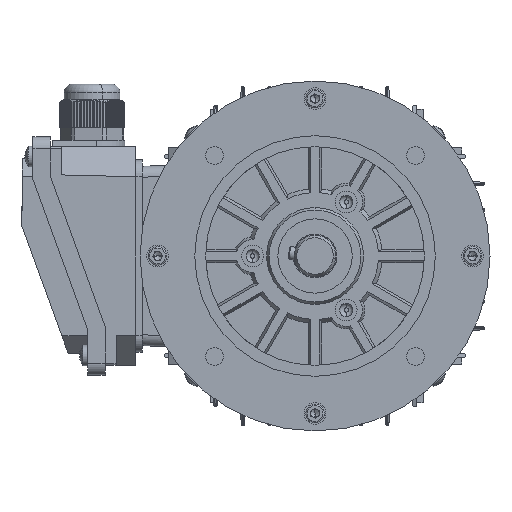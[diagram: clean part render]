
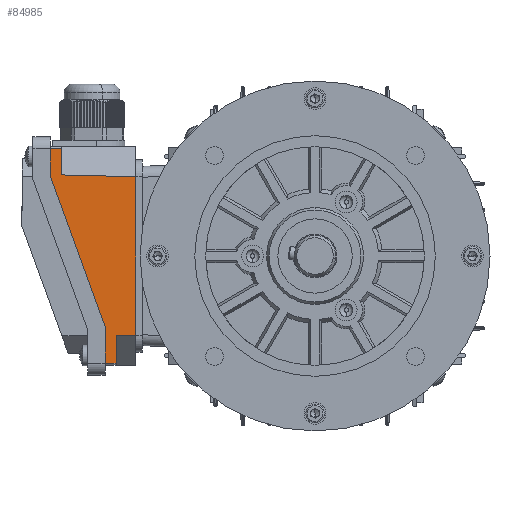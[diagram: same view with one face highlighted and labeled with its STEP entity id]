
A CAD part, left-side view. The second image highlights one B-rep face of the part: STEP entity #84985.
In plain terms, the highlighted face is planar.
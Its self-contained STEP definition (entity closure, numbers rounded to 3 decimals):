
#45055 = CARTESIAN_POINT ( 'NONE',  ( -36.243, -21., 50. ) ) ;
#45056 = DIRECTION ( 'NONE',  ( 1., 0., 0. ) ) ;
#45057 = VECTOR ( 'NONE', #45056, 1000. ) ;
#45058 = CARTESIAN_POINT ( 'NONE',  ( -50., -21., 50. ) ) ;
#45059 = LINE ( 'NONE', #45058, #45057 ) ;
#45060 = CARTESIAN_POINT ( 'NONE',  ( 36.243, -21., 50. ) ) ;
#45087 = CARTESIAN_POINT ( 'NONE',  ( 49., 21., 50. ) ) ;
#45088 = DIRECTION ( 'NONE',  ( -1., 0., 0. ) ) ;
#45089 = VECTOR ( 'NONE', #45088, 1000. ) ;
#45090 = CARTESIAN_POINT ( 'NONE',  ( -50., 21., 50. ) ) ;
#45091 = LINE ( 'NONE', #45090, #45089 ) ;
#45092 = CARTESIAN_POINT ( 'NONE',  ( 35.8, 21., 50. ) ) ;
#45100 = DIRECTION ( 'NONE',  ( 0.94, 0.342, 0. ) ) ;
#45101 = VECTOR ( 'NONE', #45100, 1000. ) ;
#45102 = CARTESIAN_POINT ( 'NONE',  ( 35.8, 21., 50. ) ) ;
#45103 = LINE ( 'NONE', #45102, #45101 ) ;
#45135 = DIRECTION ( 'NONE',  ( 0.025, -1., 0. ) ) ;
#45136 = VECTOR ( 'NONE', #45135, 1000. ) ;
#45137 = CARTESIAN_POINT ( 'NONE',  ( -37.226, 18.847, 50. ) ) ;
#45138 = LINE ( 'NONE', #45137, #45136 ) ;
#45139 = CARTESIAN_POINT ( 'NONE',  ( -36.465, -12., 50. ) ) ;
#45140 = DIRECTION ( 'NONE',  ( -1., 0., 0. ) ) ;
#45141 = VECTOR ( 'NONE', #45140, 1000. ) ;
#45142 = CARTESIAN_POINT ( 'NONE',  ( -50., -12., 50. ) ) ;
#45143 = LINE ( 'NONE', #45142, #45141 ) ;
#45144 = CARTESIAN_POINT ( 'NONE',  ( -49., -12., 50. ) ) ;
#45145 = DIRECTION ( 'NONE',  ( 0., -1., 0. ) ) ;
#45147 = VECTOR ( 'NONE', #45145, 1000. ) ;
#45148 = CARTESIAN_POINT ( 'NONE',  ( -49., -12., 50. ) ) ;
#45149 = LINE ( 'NONE', #45148, #45147 ) ;
#45150 = CARTESIAN_POINT ( 'NONE',  ( -33., -4., 50. ) ) ;
#45151 = CARTESIAN_POINT ( 'NONE',  ( -49., -4., 50. ) ) ;
#45152 = DIRECTION ( 'NONE',  ( 1., 0., 0. ) ) ;
#45153 = VECTOR ( 'NONE', #45152, 1000. ) ;
#45155 = CARTESIAN_POINT ( 'NONE',  ( -50., -4., 50. ) ) ;
#45156 = LINE ( 'NONE', #45155, #45153 ) ;
#45176 = DIRECTION ( 'NONE',  ( -1., 0., 0. ) ) ;
#45177 = DIRECTION ( 'NONE',  ( 0., 0., -1. ) ) ;
#45178 = CARTESIAN_POINT ( 'NONE',  ( 50., 21., 50. ) ) ;
#45179 = AXIS2_PLACEMENT_3D ( 'NONE', #45178, #45177, #45176 ) ;
#45180 = PLANE ( 'NONE',  #45179 ) ;
#45182 = FACE_OUTER_BOUND ( 'NONE', #84986, .T. ) ;
#45263 = DIRECTION ( 'NONE',  ( 0., 1., 0. ) ) ;
#45264 = CARTESIAN_POINT ( 'NONE',  ( 49., 21., 50. ) ) ;
#45265 = LINE ( 'NONE', #45264, #45324 ) ;
#45266 = CARTESIAN_POINT ( 'NONE',  ( 49., 13., 50. ) ) ;
#45267 = DIRECTION ( 'NONE',  ( -1., 0., 0. ) ) ;
#45268 = VECTOR ( 'NONE', #45267, 1000. ) ;
#45269 = CARTESIAN_POINT ( 'NONE',  ( 36.243, 13., 50. ) ) ;
#45270 = LINE ( 'NONE', #45269, #45268 ) ;
#45271 = CARTESIAN_POINT ( 'NONE',  ( 37.082, 13., 50. ) ) ;
#45272 = DIRECTION ( 'NONE',  ( -0.025, -1., 0. ) ) ;
#45273 = VECTOR ( 'NONE', #45272, 1000. ) ;
#45274 = CARTESIAN_POINT ( 'NONE',  ( 36.243, -21., 50. ) ) ;
#45275 = LINE ( 'NONE', #45274, #45273 ) ;
#45324 = VECTOR ( 'NONE', #45263, 1000. ) ;
#84902 = VERTEX_POINT ( 'NONE', #45060 ) ;
#84904 = EDGE_CURVE ( 'NONE', #84905, #84902, #45059, .T. ) ;
#84905 = VERTEX_POINT ( 'NONE', #45055 ) ;
#84925 = VERTEX_POINT ( 'NONE', #45092 ) ;
#84927 = EDGE_CURVE ( 'NONE', #84928, #84925, #45091, .T. ) ;
#84928 = VERTEX_POINT ( 'NONE', #45087 ) ;
#84956 = EDGE_CURVE ( 'NONE', #84964, #84925, #45103, .T. ) ;
#84961 = ORIENTED_EDGE ( 'NONE', *, *, #84962, .F. ) ;
#84962 = EDGE_CURVE ( 'NONE', #84963, #84964, #45156, .T. ) ;
#84963 = VERTEX_POINT ( 'NONE', #45151 ) ;
#84964 = VERTEX_POINT ( 'NONE', #45150 ) ;
#84965 = ORIENTED_EDGE ( 'NONE', *, *, #84966, .T. ) ;
#84966 = EDGE_CURVE ( 'NONE', #84963, #84967, #45149, .T. ) ;
#84967 = VERTEX_POINT ( 'NONE', #45144 ) ;
#84968 = ORIENTED_EDGE ( 'NONE', *, *, #84969, .F. ) ;
#84969 = EDGE_CURVE ( 'NONE', #84970, #84967, #45143, .T. ) ;
#84970 = VERTEX_POINT ( 'NONE', #45139 ) ;
#84971 = ORIENTED_EDGE ( 'NONE', *, *, #84972, .T. ) ;
#84972 = EDGE_CURVE ( 'NONE', #84970, #84905, #45138, .T. ) ;
#84973 = ORIENTED_EDGE ( 'NONE', *, *, #84904, .T. ) ;
#84985 = ADVANCED_FACE ( 'NONE', ( #45182 ), #45180, .F. ) ;
#84986 = EDGE_LOOP ( 'NONE', ( #84961, #84965, #84968, #84971, #84973, #85033, #85036, #85039, #85041, #85042 ) ) ;
#85033 = ORIENTED_EDGE ( 'NONE', *, *, #85034, .F. ) ;
#85034 = EDGE_CURVE ( 'NONE', #85035, #84902, #45275, .T. ) ;
#85035 = VERTEX_POINT ( 'NONE', #45271 ) ;
#85036 = ORIENTED_EDGE ( 'NONE', *, *, #85037, .F. ) ;
#85037 = EDGE_CURVE ( 'NONE', #85038, #85035, #45270, .T. ) ;
#85038 = VERTEX_POINT ( 'NONE', #45266 ) ;
#85039 = ORIENTED_EDGE ( 'NONE', *, *, #85040, .T. ) ;
#85040 = EDGE_CURVE ( 'NONE', #85038, #84928, #45265, .T. ) ;
#85041 = ORIENTED_EDGE ( 'NONE', *, *, #84927, .T. ) ;
#85042 = ORIENTED_EDGE ( 'NONE', *, *, #84956, .F. ) ;
